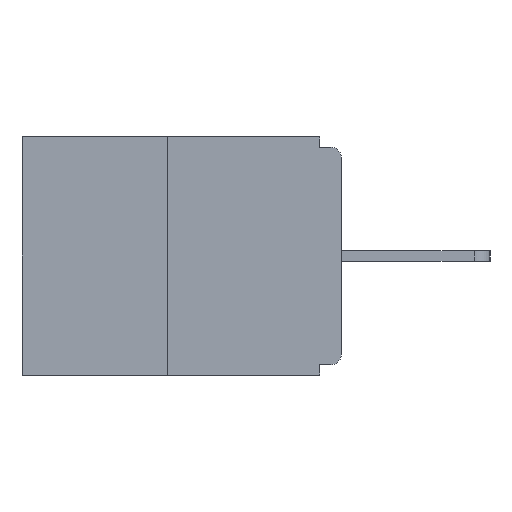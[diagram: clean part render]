
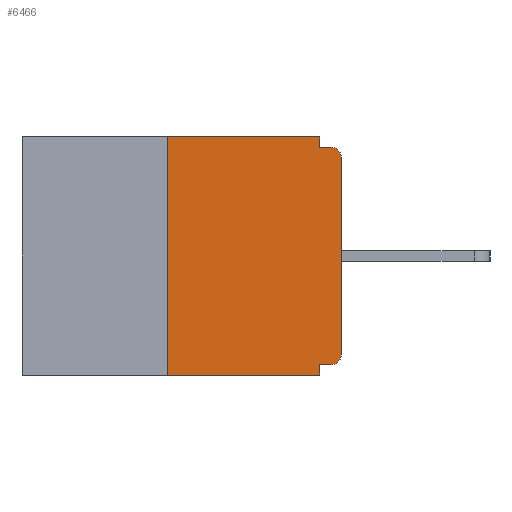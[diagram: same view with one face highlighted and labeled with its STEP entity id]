
A CAD part, left-side view. The second image highlights one B-rep face of the part: STEP entity #6466.
In plain terms, the highlighted planar face has unit normal (-1, 0, 0).
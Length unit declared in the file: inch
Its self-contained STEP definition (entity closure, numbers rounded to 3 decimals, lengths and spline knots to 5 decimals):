
#250 = DIRECTION ( 'NONE',  ( 0., 0., 1. ) ) ;
#256 = DIRECTION ( 'NONE',  ( -1., 0., 0. ) ) ;
#636 = CIRCLE ( 'NONE', #6385, 0.015 ) ;
#879 = VECTOR ( 'NONE', #25877, 39.37008 ) ;
#1071 = CARTESIAN_POINT ( 'NONE',  ( 0., 0.031, -0.015 ) ) ;
#1147 = LINE ( 'NONE', #9645, #18488 ) ;
#2677 = CARTESIAN_POINT ( 'NONE',  ( 0., 0., -0.015 ) ) ;
#2744 = ORIENTED_EDGE ( 'NONE', *, *, #11310, .F. ) ;
#2891 = EDGE_CURVE ( 'NONE', #26977, #23751, #10318, .T. ) ;
#3147 = EDGE_CURVE ( 'NONE', #16165, #15986, #11549, .T. ) ;
#3533 = VECTOR ( 'NONE', #23113, 39.37008 ) ;
#4318 = CIRCLE ( 'NONE', #14970, 0.015 ) ;
#4374 = CARTESIAN_POINT ( 'NONE',  ( 0., 0.46, 0. ) ) ;
#4542 = ORIENTED_EDGE ( 'NONE', *, *, #20462, .F. ) ;
#4757 = LINE ( 'NONE', #2677, #879 ) ;
#4855 = VECTOR ( 'NONE', #18894, 39.37008 ) ;
#4986 = ORIENTED_EDGE ( 'NONE', *, *, #6042, .F. ) ;
#5292 = CARTESIAN_POINT ( 'NONE',  ( 0., 0.031, -0.328 ) ) ;
#5402 = VECTOR ( 'NONE', #20039, 39.37008 ) ;
#5571 = EDGE_CURVE ( 'NONE', #6700, #24876, #4318, .T. ) ;
#6042 = EDGE_CURVE ( 'NONE', #6969, #26977, #1147, .T. ) ;
#6112 = ORIENTED_EDGE ( 'NONE', *, *, #8377, .T. ) ;
#6385 = AXIS2_PLACEMENT_3D ( 'NONE', #23774, #256, #10710 ) ;
#6466 = ADVANCED_FACE ( 'NONE', ( #12738 ), #27287, .F. ) ;
#6606 = ORIENTED_EDGE ( 'NONE', *, *, #27131, .T. ) ;
#6700 = VERTEX_POINT ( 'NONE', #13701 ) ;
#6967 = EDGE_CURVE ( 'NONE', #15986, #24876, #4757, .T. ) ;
#6969 = VERTEX_POINT ( 'NONE', #13256 ) ;
#8377 = EDGE_CURVE ( 'NONE', #6969, #26361, #636, .T. ) ;
#9298 = CARTESIAN_POINT ( 'NONE',  ( 0., 0.015, -0.03 ) ) ;
#9645 = CARTESIAN_POINT ( 'NONE',  ( 0., 0., -0.328 ) ) ;
#9829 = ORIENTED_EDGE ( 'NONE', *, *, #3147, .F. ) ;
#10249 = VERTEX_POINT ( 'NONE', #24431 ) ;
#10318 = LINE ( 'NONE', #12676, #3533 ) ;
#10440 = LINE ( 'NONE', #25029, #20464 ) ;
#10447 = CARTESIAN_POINT ( 'NONE',  ( 0., 0.46, -0.343 ) ) ;
#10577 = CARTESIAN_POINT ( 'NONE',  ( 0., 0., 0. ) ) ;
#10710 = DIRECTION ( 'NONE',  ( 0., 0., -1. ) ) ;
#10947 = VECTOR ( 'NONE', #250, 39.37008 ) ;
#11310 = EDGE_CURVE ( 'NONE', #10249, #17287, #10440, .T. ) ;
#11549 = LINE ( 'NONE', #24356, #5402 ) ;
#12081 = CARTESIAN_POINT ( 'NONE',  ( 0., 0.46, 0. ) ) ;
#12518 = CARTESIAN_POINT ( 'NONE',  ( 0., 0.031, -0.343 ) ) ;
#12676 = CARTESIAN_POINT ( 'NONE',  ( 0., 0.031, -0.343 ) ) ;
#12738 = FACE_OUTER_BOUND ( 'NONE', #17479, .T. ) ;
#12871 = DIRECTION ( 'NONE',  ( 0., 0., -1. ) ) ;
#13256 = CARTESIAN_POINT ( 'NONE',  ( 0., 0.015, -0.328 ) ) ;
#13701 = CARTESIAN_POINT ( 'NONE',  ( 0., 0., -0.03 ) ) ;
#14970 = AXIS2_PLACEMENT_3D ( 'NONE', #9298, #15377, #21526 ) ;
#15377 = DIRECTION ( 'NONE',  ( -1., 0., 0. ) ) ;
#15727 = ORIENTED_EDGE ( 'NONE', *, *, #2891, .F. ) ;
#15986 = VERTEX_POINT ( 'NONE', #1071 ) ;
#16014 = DIRECTION ( 'NONE',  ( 0., 1., 0. ) ) ;
#16165 = VERTEX_POINT ( 'NONE', #19254 ) ;
#16173 = ORIENTED_EDGE ( 'NONE', *, *, #6967, .F. ) ;
#16662 = LINE ( 'NONE', #10577, #10947 ) ;
#16714 = VECTOR ( 'NONE', #17077, 39.37008 ) ;
#17077 = DIRECTION ( 'NONE',  ( 0., -1., 0. ) ) ;
#17225 = LINE ( 'NONE', #10447, #16714 ) ;
#17229 = AXIS2_PLACEMENT_3D ( 'NONE', #4374, #23577, #12871 ) ;
#17287 = VERTEX_POINT ( 'NONE', #26132 ) ;
#17479 = EDGE_LOOP ( 'NONE', ( #4542, #2744, #17661, #15727, #4986, #6112, #6606, #26805, #16173, #9829 ) ) ;
#17661 = ORIENTED_EDGE ( 'NONE', *, *, #24069, .T. ) ;
#18488 = VECTOR ( 'NONE', #16014, 39.37008 ) ;
#18894 = DIRECTION ( 'NONE',  ( 0., -1., 0. ) ) ;
#19254 = CARTESIAN_POINT ( 'NONE',  ( 0., 0.031, 0. ) ) ;
#20039 = DIRECTION ( 'NONE',  ( 0., 0., -1. ) ) ;
#20462 = EDGE_CURVE ( 'NONE', #17287, #16165, #25013, .T. ) ;
#20464 = VECTOR ( 'NONE', #22962, 39.37008 ) ;
#21526 = DIRECTION ( 'NONE',  ( 0., 0., -1. ) ) ;
#22962 = DIRECTION ( 'NONE',  ( 0., 0., 1. ) ) ;
#23035 = CARTESIAN_POINT ( 'NONE',  ( 0., 0.015, -0.015 ) ) ;
#23113 = DIRECTION ( 'NONE',  ( 0., 0., -1. ) ) ;
#23577 = DIRECTION ( 'NONE',  ( 1., 0., 0. ) ) ;
#23751 = VERTEX_POINT ( 'NONE', #12518 ) ;
#23774 = CARTESIAN_POINT ( 'NONE',  ( 0., 0.015, -0.313 ) ) ;
#24069 = EDGE_CURVE ( 'NONE', #10249, #23751, #17225, .T. ) ;
#24356 = CARTESIAN_POINT ( 'NONE',  ( 0., 0.031, 0. ) ) ;
#24431 = CARTESIAN_POINT ( 'NONE',  ( 0., 0.25, -0.343 ) ) ;
#24876 = VERTEX_POINT ( 'NONE', #23035 ) ;
#25013 = LINE ( 'NONE', #12081, #4855 ) ;
#25029 = CARTESIAN_POINT ( 'NONE',  ( 0., 0.25, 0. ) ) ;
#25265 = CARTESIAN_POINT ( 'NONE',  ( 0., 0., -0.313 ) ) ;
#25877 = DIRECTION ( 'NONE',  ( 0., -1., 0. ) ) ;
#26132 = CARTESIAN_POINT ( 'NONE',  ( 0., 0.25, 0. ) ) ;
#26361 = VERTEX_POINT ( 'NONE', #25265 ) ;
#26805 = ORIENTED_EDGE ( 'NONE', *, *, #5571, .T. ) ;
#26977 = VERTEX_POINT ( 'NONE', #5292 ) ;
#27131 = EDGE_CURVE ( 'NONE', #26361, #6700, #16662, .T. ) ;
#27287 = PLANE ( 'NONE',  #17229 ) ;
